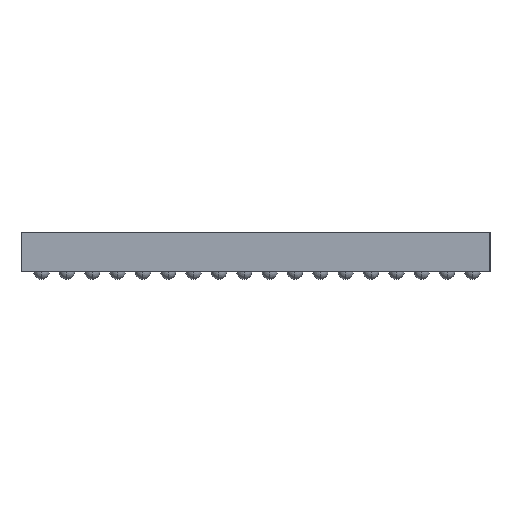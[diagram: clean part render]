
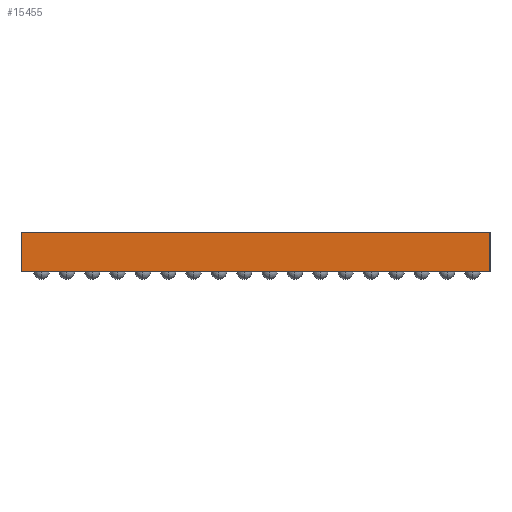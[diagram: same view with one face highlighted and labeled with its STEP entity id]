
A CAD part, left-side view. The second image highlights one B-rep face of the part: STEP entity #15455.
In plain terms, the highlighted planar face has unit normal (-1, 0, 0).
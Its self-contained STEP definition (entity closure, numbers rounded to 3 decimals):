
#819 = PLANE('',#820);
#820 = AXIS2_PLACEMENT_3D('',#821,#822,#823);
#821 = CARTESIAN_POINT('',(0.,0.,1.));
#822 = DIRECTION('',(-0.,0.,-1.));
#823 = DIRECTION('',(-1.,0.,0.));
#912 = PLANE('',#913);
#913 = AXIS2_PLACEMENT_3D('',#914,#915,#916);
#914 = CARTESIAN_POINT('',(0.,0.,0.));
#915 = DIRECTION('',(-0.,0.,-1.));
#916 = DIRECTION('',(-1.,0.,0.));
#14808 = EDGE_CURVE('',#14809,#14811,#14813,.T.);
#14809 = VERTEX_POINT('',#14810);
#14810 = CARTESIAN_POINT('',(-7.,6.,1.));
#14811 = VERTEX_POINT('',#14812);
#14812 = CARTESIAN_POINT('',(-7.,-6.,1.));
#14813 = SURFACE_CURVE('',#14814,(#14818,#14825),.PCURVE_S1.);
#14814 = LINE('',#14815,#14816);
#14815 = CARTESIAN_POINT('',(-7.,6.,1.));
#14816 = VECTOR('',#14817,1.);
#14817 = DIRECTION('',(0.,-1.,0.));
#14818 = PCURVE('',#819,#14819);
#14819 = DEFINITIONAL_REPRESENTATION('',(#14820),#14824);
#14820 = LINE('',#14821,#14822);
#14821 = CARTESIAN_POINT('',(7.,6.));
#14822 = VECTOR('',#14823,1.);
#14823 = DIRECTION('',(0.,-1.));
#14824 = ( GEOMETRIC_REPRESENTATION_CONTEXT(2) 
PARAMETRIC_REPRESENTATION_CONTEXT() REPRESENTATION_CONTEXT('2D SPACE',''
  ) );
#14825 = PCURVE('',#14826,#14831);
#14826 = PLANE('',#14827);
#14827 = AXIS2_PLACEMENT_3D('',#14828,#14829,#14830);
#14828 = CARTESIAN_POINT('',(-7.,6.,1.));
#14829 = DIRECTION('',(1.,0.,-0.));
#14830 = DIRECTION('',(0.,1.,0.));
#14831 = DEFINITIONAL_REPRESENTATION('',(#14832),#14836);
#14832 = LINE('',#14833,#14834);
#14833 = CARTESIAN_POINT('',(0.,0.));
#14834 = VECTOR('',#14835,1.);
#14835 = DIRECTION('',(-1.,0.));
#14836 = ( GEOMETRIC_REPRESENTATION_CONTEXT(2) 
PARAMETRIC_REPRESENTATION_CONTEXT() REPRESENTATION_CONTEXT('2D SPACE',''
  ) );
#14854 = PLANE('',#14855);
#14855 = AXIS2_PLACEMENT_3D('',#14856,#14857,#14858);
#14856 = CARTESIAN_POINT('',(7.,-6.,1.));
#14857 = DIRECTION('',(0.,1.,-0.));
#14858 = DIRECTION('',(0.,0.,1.));
#14908 = PLANE('',#14909);
#14909 = AXIS2_PLACEMENT_3D('',#14910,#14911,#14912);
#14910 = CARTESIAN_POINT('',(7.,6.,1.));
#14911 = DIRECTION('',(0.,-1.,0.));
#14912 = DIRECTION('',(0.,-0.,-1.));
#15455 = ADVANCED_FACE('',(#15456),#14826,.F.);
#15456 = FACE_BOUND('',#15457,.T.);
#15457 = EDGE_LOOP('',(#15458,#15483,#15504,#15505));
#15458 = ORIENTED_EDGE('',*,*,#15459,.T.);
#15459 = EDGE_CURVE('',#15460,#15462,#15464,.T.);
#15460 = VERTEX_POINT('',#15461);
#15461 = CARTESIAN_POINT('',(-7.,6.,0.));
#15462 = VERTEX_POINT('',#15463);
#15463 = CARTESIAN_POINT('',(-7.,-6.,0.));
#15464 = SURFACE_CURVE('',#15465,(#15469,#15476),.PCURVE_S1.);
#15465 = LINE('',#15466,#15467);
#15466 = CARTESIAN_POINT('',(-7.,6.,0.));
#15467 = VECTOR('',#15468,1.);
#15468 = DIRECTION('',(0.,-1.,0.));
#15469 = PCURVE('',#14826,#15470);
#15470 = DEFINITIONAL_REPRESENTATION('',(#15471),#15475);
#15471 = LINE('',#15472,#15473);
#15472 = CARTESIAN_POINT('',(0.,-1.));
#15473 = VECTOR('',#15474,1.);
#15474 = DIRECTION('',(-1.,0.));
#15475 = ( GEOMETRIC_REPRESENTATION_CONTEXT(2) 
PARAMETRIC_REPRESENTATION_CONTEXT() REPRESENTATION_CONTEXT('2D SPACE',''
  ) );
#15476 = PCURVE('',#912,#15477);
#15477 = DEFINITIONAL_REPRESENTATION('',(#15478),#15482);
#15478 = LINE('',#15479,#15480);
#15479 = CARTESIAN_POINT('',(7.,6.));
#15480 = VECTOR('',#15481,1.);
#15481 = DIRECTION('',(0.,-1.));
#15482 = ( GEOMETRIC_REPRESENTATION_CONTEXT(2) 
PARAMETRIC_REPRESENTATION_CONTEXT() REPRESENTATION_CONTEXT('2D SPACE',''
  ) );
#15483 = ORIENTED_EDGE('',*,*,#15484,.F.);
#15484 = EDGE_CURVE('',#14811,#15462,#15485,.T.);
#15485 = SURFACE_CURVE('',#15486,(#15490,#15497),.PCURVE_S1.);
#15486 = LINE('',#15487,#15488);
#15487 = CARTESIAN_POINT('',(-7.,-6.,1.));
#15488 = VECTOR('',#15489,1.);
#15489 = DIRECTION('',(-0.,-0.,-1.));
#15490 = PCURVE('',#14826,#15491);
#15491 = DEFINITIONAL_REPRESENTATION('',(#15492),#15496);
#15492 = LINE('',#15493,#15494);
#15493 = CARTESIAN_POINT('',(-12.,0.));
#15494 = VECTOR('',#15495,1.);
#15495 = DIRECTION('',(0.,-1.));
#15496 = ( GEOMETRIC_REPRESENTATION_CONTEXT(2) 
PARAMETRIC_REPRESENTATION_CONTEXT() REPRESENTATION_CONTEXT('2D SPACE',''
  ) );
#15497 = PCURVE('',#14854,#15498);
#15498 = DEFINITIONAL_REPRESENTATION('',(#15499),#15503);
#15499 = LINE('',#15500,#15501);
#15500 = CARTESIAN_POINT('',(0.,-14.));
#15501 = VECTOR('',#15502,1.);
#15502 = DIRECTION('',(-1.,0.));
#15503 = ( GEOMETRIC_REPRESENTATION_CONTEXT(2) 
PARAMETRIC_REPRESENTATION_CONTEXT() REPRESENTATION_CONTEXT('2D SPACE',''
  ) );
#15504 = ORIENTED_EDGE('',*,*,#14808,.F.);
#15505 = ORIENTED_EDGE('',*,*,#15506,.T.);
#15506 = EDGE_CURVE('',#14809,#15460,#15507,.T.);
#15507 = SURFACE_CURVE('',#15508,(#15512,#15519),.PCURVE_S1.);
#15508 = LINE('',#15509,#15510);
#15509 = CARTESIAN_POINT('',(-7.,6.,1.));
#15510 = VECTOR('',#15511,1.);
#15511 = DIRECTION('',(-0.,-0.,-1.));
#15512 = PCURVE('',#14826,#15513);
#15513 = DEFINITIONAL_REPRESENTATION('',(#15514),#15518);
#15514 = LINE('',#15515,#15516);
#15515 = CARTESIAN_POINT('',(0.,0.));
#15516 = VECTOR('',#15517,1.);
#15517 = DIRECTION('',(0.,-1.));
#15518 = ( GEOMETRIC_REPRESENTATION_CONTEXT(2) 
PARAMETRIC_REPRESENTATION_CONTEXT() REPRESENTATION_CONTEXT('2D SPACE',''
  ) );
#15519 = PCURVE('',#14908,#15520);
#15520 = DEFINITIONAL_REPRESENTATION('',(#15521),#15525);
#15521 = LINE('',#15522,#15523);
#15522 = CARTESIAN_POINT('',(-0.,-14.));
#15523 = VECTOR('',#15524,1.);
#15524 = DIRECTION('',(1.,0.));
#15525 = ( GEOMETRIC_REPRESENTATION_CONTEXT(2) 
PARAMETRIC_REPRESENTATION_CONTEXT() REPRESENTATION_CONTEXT('2D SPACE',''
  ) );
